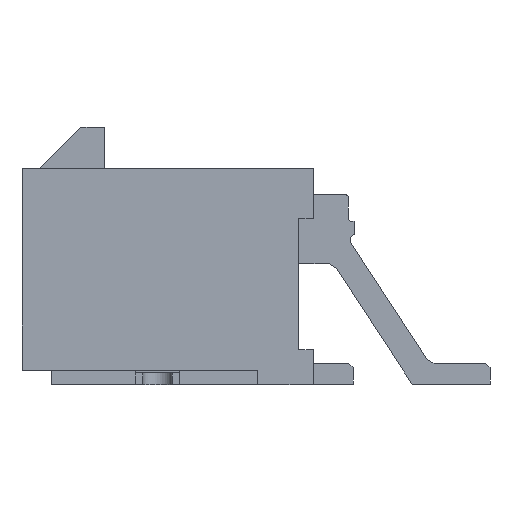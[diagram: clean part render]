
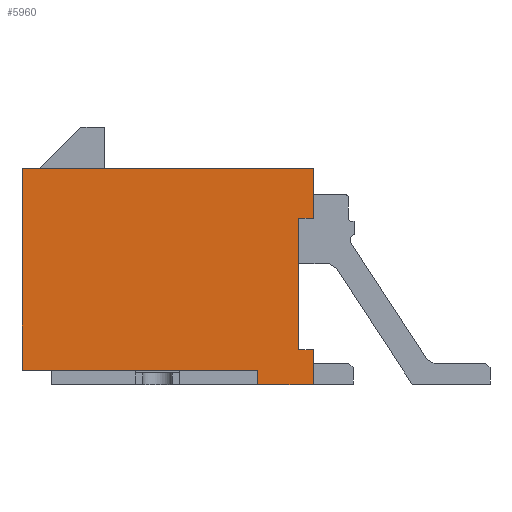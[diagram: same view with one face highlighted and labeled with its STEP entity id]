
A CAD part, left-side view. The second image highlights one B-rep face of the part: STEP entity #5960.
In plain terms, the highlighted face is planar.
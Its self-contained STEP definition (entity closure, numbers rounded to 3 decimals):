
#541=ORIENTED_EDGE('',*,*,#1686,.T.);
#542=ORIENTED_EDGE('',*,*,#1503,.F.);
#543=ORIENTED_EDGE('',*,*,#1687,.T.);
#544=ORIENTED_EDGE('',*,*,#1684,.T.);
#545=ORIENTED_EDGE('',*,*,#1688,.T.);
#546=ORIENTED_EDGE('',*,*,#1689,.T.);
#547=ORIENTED_EDGE('',*,*,#1453,.F.);
#548=ORIENTED_EDGE('',*,*,#1448,.T.);
#549=ORIENTED_EDGE('',*,*,#1690,.T.);
#550=ORIENTED_EDGE('',*,*,#1672,.F.);
#1448=EDGE_CURVE('',#2079,#2081,#2495,.T.);
#1453=EDGE_CURVE('',#2079,#2084,#2500,.T.);
#1503=EDGE_CURVE('',#2120,#2118,#2550,.T.);
#1672=EDGE_CURVE('',#2239,#2238,#2711,.T.);
#1684=EDGE_CURVE('',#2247,#2246,#2723,.T.);
#1686=EDGE_CURVE('',#2239,#2118,#2725,.T.);
#1687=EDGE_CURVE('',#2120,#2247,#2726,.T.);
#1688=EDGE_CURVE('',#2246,#2248,#2727,.T.);
#1689=EDGE_CURVE('',#2248,#2084,#2728,.T.);
#1690=EDGE_CURVE('',#2081,#2238,#2729,.T.);
#2079=VERTEX_POINT('',#7724);
#2081=VERTEX_POINT('',#7728);
#2084=VERTEX_POINT('',#7738);
#2118=VERTEX_POINT('',#7838);
#2120=VERTEX_POINT('',#7842);
#2238=VERTEX_POINT('',#8173);
#2239=VERTEX_POINT('',#8177);
#2246=VERTEX_POINT('',#8201);
#2247=VERTEX_POINT('',#8203);
#2248=VERTEX_POINT('',#8209);
#2495=LINE('',#7729,#3094);
#2500=LINE('',#7739,#3099);
#2550=LINE('',#7843,#3149);
#2711=LINE('',#8178,#3310);
#2723=LINE('',#8202,#3322);
#2725=LINE('',#8206,#3324);
#2726=LINE('',#8207,#3325);
#2727=LINE('',#8208,#3326);
#2728=LINE('',#8210,#3327);
#2729=LINE('',#8211,#3328);
#3094=VECTOR('',#6509,1000.);
#3099=VECTOR('',#6518,1000.);
#3149=VECTOR('',#6604,1000.);
#3310=VECTOR('',#6875,1000.);
#3322=VECTOR('',#6897,1000.);
#3324=VECTOR('',#6901,1000.);
#3325=VECTOR('',#6902,1000.);
#3326=VECTOR('',#6903,1000.);
#3327=VECTOR('',#6904,1000.);
#3328=VECTOR('',#6905,1000.);
#3675=EDGE_LOOP('',(#541,#542,#543,#544,#545,#546,#547,#548,#549,#550));
#3914=FACE_BOUND('',#3675,.T.);
#4150=PLANE('',#6203);
#5960=ADVANCED_FACE('',(#3914),#4150,.T.);
#6203=AXIS2_PLACEMENT_3D('',#8205,#6899,#6900);
#6509=DIRECTION('',(0.,0.,-1.));
#6518=DIRECTION('',(-1.,0.,0.));
#6604=DIRECTION('',(0.,0.,1.));
#6875=DIRECTION('',(0.,0.,-1.));
#6897=DIRECTION('',(0.,0.,1.));
#6899=DIRECTION('',(0.,1.,0.));
#6900=DIRECTION('',(0.,0.,1.));
#6901=DIRECTION('',(-1.,0.,0.));
#6902=DIRECTION('',(-1.,0.,0.));
#6903=DIRECTION('',(1.,0.,0.));
#6904=DIRECTION('',(0.,0.,-1.));
#6905=DIRECTION('',(-1.,0.,0.));
#7724=CARTESIAN_POINT('',(3.93,3.35,-3.05));
#7728=CARTESIAN_POINT('',(3.93,3.35,-4.95));
#7729=CARTESIAN_POINT('',(3.93,3.35,-3.05));
#7738=CARTESIAN_POINT('',(3.43,3.35,-3.05));
#7739=CARTESIAN_POINT('',(3.93,3.35,-3.05));
#7838=CARTESIAN_POINT('',(-1.73,3.35,-4.45));
#7842=CARTESIAN_POINT('',(-1.73,3.35,-4.95));
#7843=CARTESIAN_POINT('',(-1.73,3.35,-4.95));
#8173=CARTESIAN_POINT('',(2.73,3.35,-4.95));
#8177=CARTESIAN_POINT('',(2.73,3.35,-4.45));
#8178=CARTESIAN_POINT('',(2.73,3.35,-4.45));
#8201=CARTESIAN_POINT('',(-3.43,3.35,4.95));
#8202=CARTESIAN_POINT('',(-3.43,3.35,-4.95));
#8203=CARTESIAN_POINT('',(-3.43,3.35,-4.95));
#8205=CARTESIAN_POINT('',(0.,3.35,0.));
#8206=CARTESIAN_POINT('',(-2.73,3.35,-4.45));
#8207=CARTESIAN_POINT('',(3.43,3.35,-4.95));
#8208=CARTESIAN_POINT('',(-3.43,3.35,4.95));
#8209=CARTESIAN_POINT('',(3.43,3.35,4.95));
#8210=CARTESIAN_POINT('',(3.43,3.35,4.95));
#8211=CARTESIAN_POINT('',(3.43,3.35,-4.95));
